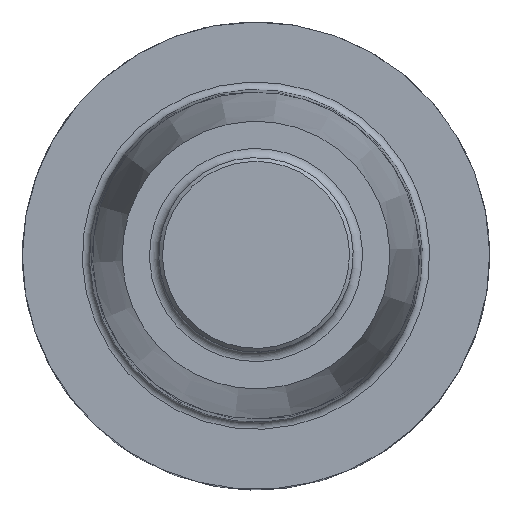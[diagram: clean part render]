
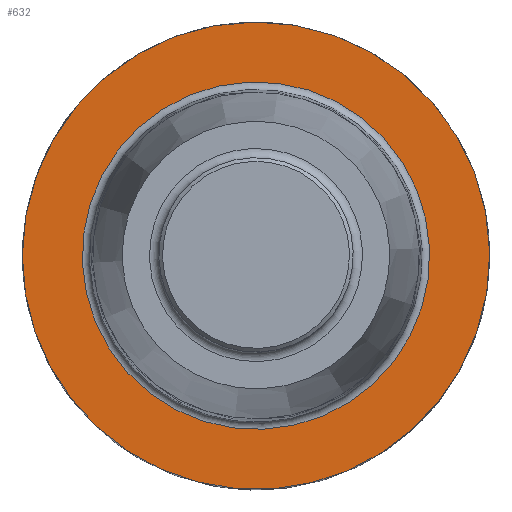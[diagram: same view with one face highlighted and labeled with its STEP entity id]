
A CAD part, top view. The second image highlights one B-rep face of the part: STEP entity #632.
In plain terms, the highlighted planar face has unit normal (0, 0, 1).
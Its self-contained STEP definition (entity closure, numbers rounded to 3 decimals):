
#71=PLANE('',#6093);
#632=ADVANCED_FACE('',(#2269,#2270),#71,.F.);
#2269=FACE_BOUND('',#2366,.T.);
#2270=FACE_BOUND('',#2367,.T.);
#2366=EDGE_LOOP('',(#2774));
#2367=EDGE_LOOP('',(#2775));
#2774=ORIENTED_EDGE('',*,*,#4998,.F.);
#2775=ORIENTED_EDGE('',*,*,#5043,.T.);
#4425=VERTEX_POINT('',#8266);
#4470=VERTEX_POINT('',#8659);
#4998=EDGE_CURVE('',#4425,#4425,#5846,.T.);
#5043=EDGE_CURVE('',#4470,#4470,#5861,.T.);
#5846=CIRCLE('',#6065,12.5);
#5861=CIRCLE('',#6092,9.292);
#6065=AXIS2_PLACEMENT_3D('',#8265,#6595,#6596);
#6092=AXIS2_PLACEMENT_3D('',#8658,#6665,#6666);
#6093=AXIS2_PLACEMENT_3D('',#8660,#6667,#6668);
#6595=DIRECTION('',(0.,0.,-1.));
#6596=DIRECTION('',(-1.,0.,0.));
#6665=DIRECTION('',(0.,0.,-1.));
#6666=DIRECTION('',(0.924,0.383,0.));
#6667=DIRECTION('',(0.,0.,-1.));
#6668=DIRECTION('',(-1.,0.,0.));
#8265=CARTESIAN_POINT('',(0.,0.,0.));
#8266=CARTESIAN_POINT('',(-12.5,0.,0.));
#8658=CARTESIAN_POINT('',(0.,0.,0.));
#8659=CARTESIAN_POINT('',(8.584,3.558,0.));
#8660=CARTESIAN_POINT('',(11.316,4.691,0.));
